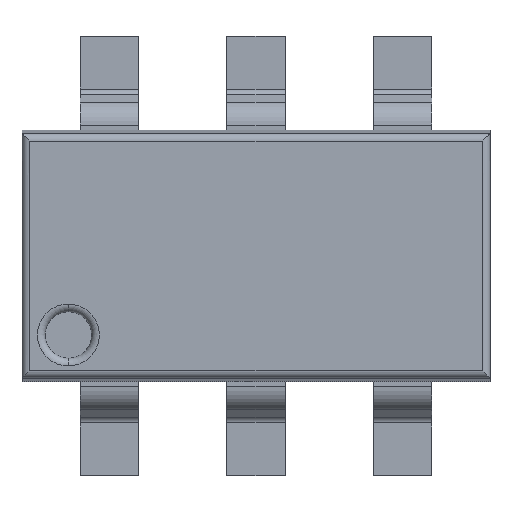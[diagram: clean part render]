
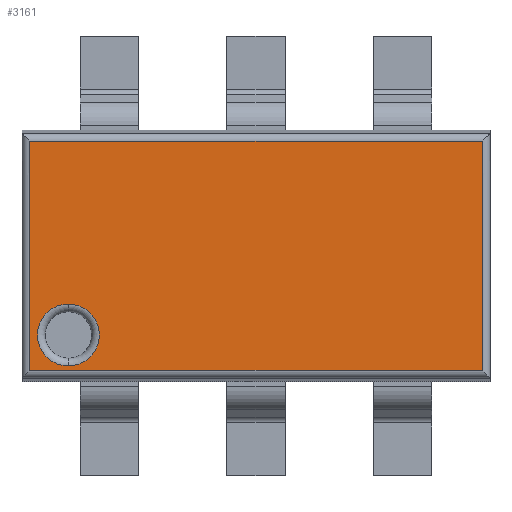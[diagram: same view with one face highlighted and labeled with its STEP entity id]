
A CAD part, top view. The second image highlights one B-rep face of the part: STEP entity #3161.
In plain terms, the highlighted planar face has unit normal (0, 0, 1).
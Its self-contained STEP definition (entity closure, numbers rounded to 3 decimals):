
#2891 = CARTESIAN_POINT ( 'NONE',  ( -1.213, -0.713, 1.1 ) ) ;
#2892 = VERTEX_POINT ( 'NONE', #2891 ) ;
#2900 = CARTESIAN_POINT ( 'NONE',  ( -1.213, -0.313, 1.1 ) ) ;
#2901 = VERTEX_POINT ( 'NONE', #2900 ) ;
#2902 = CARTESIAN_POINT ( 'NONE',  ( -1.213, -0.513, 1.1 ) ) ;
#2903 = DIRECTION ( 'NONE',  ( 0., 0., -1. ) ) ;
#2904 = DIRECTION ( 'NONE',  ( 0., 1., 0. ) ) ;
#2905 = AXIS2_PLACEMENT_3D ( 'NONE', #2902, #2903, #2904 ) ;
#2906 = CIRCLE ( 'NONE', #2905, 0.2) ;
#2907 = EDGE_CURVE ( 'NONE', #2901, #2892, #2906, .T. ) ;
#3112 = ORIENTED_EDGE ( 'NONE', *, *, #2907, .T. ) ;
#3113 = CARTESIAN_POINT ( 'NONE',  ( -1.213, -0.513, 1.1 ) ) ;
#3114 = DIRECTION ( 'NONE',  ( 0., 0., -1. ) ) ;
#3115 = DIRECTION ( 'NONE',  ( 0., 1., 0. ) ) ;
#3116 = AXIS2_PLACEMENT_3D ( 'NONE', #3113, #3114, #3115 ) ;
#3117 = CIRCLE ( 'NONE', #3116, 0.2) ;
#3118 = EDGE_CURVE ( 'NONE', #2892, #2901, #3117, .T. ) ;
#3119 = ORIENTED_EDGE ( 'NONE', *, *, #3118, .T. ) ;
#3120 = EDGE_LOOP ( 'NONE', ( #3112, #3119 ) ) ;
#3121 = FACE_BOUND ( 'NONE', #3120, .T. ) ;
#3122 = CARTESIAN_POINT ( 'NONE',  ( 1.463, -0.741, 1.1 ) ) ;
#3123 = VERTEX_POINT ( 'NONE', #3122 ) ;
#3124 = CARTESIAN_POINT ( 'NONE',  ( 1.463, 0.741, 1.1 ) ) ;
#3125 = VERTEX_POINT ( 'NONE', #3124 ) ;
#3126 = CARTESIAN_POINT ( 'NONE',  ( 1.463, 0., 1.1 ) ) ;
#3127 = DIRECTION ( 'NONE',  ( 0., 1., 0. ) ) ;
#3128 = VECTOR ( 'NONE', #3127, 1000. ) ;
#3129 = LINE ( 'NONE', #3126, #3128 ) ;
#3130 = EDGE_CURVE ( 'NONE', #3123, #3125, #3129, .T. ) ;
#3131 = ORIENTED_EDGE ( 'NONE', *, *, #3130, .T. ) ;
#3132 = CARTESIAN_POINT ( 'NONE',  ( -1.463, 0.741, 1.1 ) ) ;
#3133 = VERTEX_POINT ( 'NONE', #3132 ) ;
#3134 = CARTESIAN_POINT ( 'NONE',  ( -1.513, 0.741, 1.1 ) ) ;
#3135 = DIRECTION ( 'NONE',  ( -1., 0., 0. ) ) ;
#3136 = VECTOR ( 'NONE', #3135, 1000. ) ;
#3137 = LINE ( 'NONE', #3134, #3136 ) ;
#3138 = EDGE_CURVE ( 'NONE', #3125, #3133, #3137, .T. ) ;
#3139 = ORIENTED_EDGE ( 'NONE', *, *, #3138, .T. ) ;
#3140 = CARTESIAN_POINT ( 'NONE',  ( -1.463, -0.741, 1.1 ) ) ;
#3141 = VERTEX_POINT ( 'NONE', #3140 ) ;
#3142 = CARTESIAN_POINT ( 'NONE',  ( -1.463, 0., 1.1 ) ) ;
#3143 = DIRECTION ( 'NONE',  ( 0., -1., 0. ) ) ;
#3144 = VECTOR ( 'NONE', #3143, 1000. ) ;
#3145 = LINE ( 'NONE', #3142, #3144 ) ;
#3146 = EDGE_CURVE ( 'NONE', #3133, #3141, #3145, .T. ) ;
#3147 = ORIENTED_EDGE ( 'NONE', *, *, #3146, .T. ) ;
#3148 = CARTESIAN_POINT ( 'NONE',  ( 1.513, -0.741, 1.1 ) ) ;
#3149 = DIRECTION ( 'NONE',  ( 1., 0., 0. ) ) ;
#3150 = VECTOR ( 'NONE', #3149, 1000. ) ;
#3151 = LINE ( 'NONE', #3148, #3150 ) ;
#3152 = EDGE_CURVE ( 'NONE', #3141, #3123, #3151, .T. ) ;
#3153 = ORIENTED_EDGE ( 'NONE', *, *, #3152, .T. ) ;
#3154 = EDGE_LOOP ( 'NONE', ( #3131, #3139, #3147, #3153 ) ) ;
#3155 = FACE_OUTER_BOUND ( 'NONE', #3154, .T. ) ;
#3156 = CARTESIAN_POINT ( 'NONE',  ( 0., 0., 1.1 ) ) ;
#3157 = DIRECTION ( 'NONE',  ( 0., 0., -1. ) ) ;
#3158 = DIRECTION ( 'NONE',  ( 0., 1., 0. ) ) ;
#3159 = AXIS2_PLACEMENT_3D ( 'NONE', #3156, #3157, #3158 ) ;
#3160 = PLANE ( 'NONE', #3159 ) ;
#3161 = ADVANCED_FACE ( 'NONE', ( #3121, #3155 ), #3160, .F. ) ;
